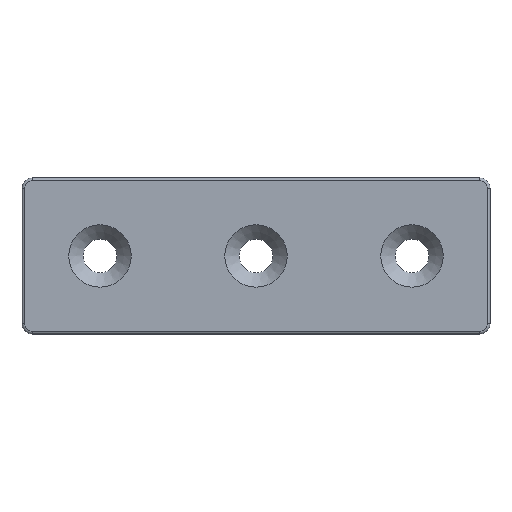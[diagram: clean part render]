
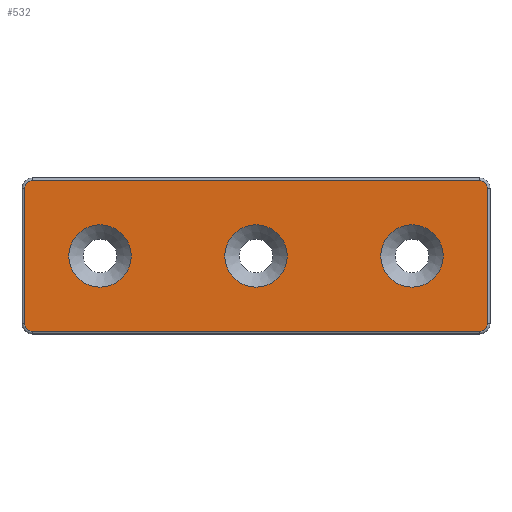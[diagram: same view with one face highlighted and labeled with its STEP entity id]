
A CAD part, top view. The second image highlights one B-rep face of the part: STEP entity #532.
In plain terms, the highlighted planar face has unit normal (0, 0, 1).
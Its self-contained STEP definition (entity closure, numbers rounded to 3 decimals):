
#21=FACE_BOUND('',#165,.T.);
#22=FACE_BOUND('',#166,.T.);
#23=FACE_BOUND('',#167,.T.);
#29=PLANE('',#619);
#45=LINE('',#913,#75);
#47=LINE('',#918,#77);
#48=LINE('',#933,#78);
#50=LINE('',#938,#80);
#75=VECTOR('',#736,10.);
#77=VECTOR('',#742,10.);
#78=VECTOR('',#761,10.);
#80=VECTOR('',#767,10.);
#129=FACE_OUTER_BOUND('',#164,.T.);
#164=EDGE_LOOP('',(#449,#450,#451,#452,#453,#454,#455,#456));
#165=EDGE_LOOP('',(#457,#458));
#166=EDGE_LOOP('',(#459,#460));
#167=EDGE_LOOP('',(#461,#462));
#197=CIRCLE('',#596,1.5);
#202=CIRCLE('',#604,1.5);
#205=CIRCLE('',#608,1.5);
#209=CIRCLE('',#615,1.5);
#210=CIRCLE('',#620,6.);
#211=CIRCLE('',#621,6.);
#212=CIRCLE('',#622,6.);
#213=CIRCLE('',#623,6.);
#214=CIRCLE('',#624,6.);
#215=CIRCLE('',#625,6.);
#246=VERTEX_POINT('',#904);
#247=VERTEX_POINT('',#906);
#249=VERTEX_POINT('',#911);
#250=VERTEX_POINT('',#916);
#252=VERTEX_POINT('',#921);
#253=VERTEX_POINT('',#926);
#255=VERTEX_POINT('',#931);
#256=VERTEX_POINT('',#936);
#257=VERTEX_POINT('',#949);
#258=VERTEX_POINT('',#950);
#259=VERTEX_POINT('',#953);
#260=VERTEX_POINT('',#954);
#261=VERTEX_POINT('',#957);
#262=VERTEX_POINT('',#958);
#306=EDGE_CURVE('',#246,#247,#197,.T.);
#309=EDGE_CURVE('',#249,#246,#45,.T.);
#312=EDGE_CURVE('',#247,#250,#47,.T.);
#314=EDGE_CURVE('',#252,#249,#202,.T.);
#317=EDGE_CURVE('',#250,#253,#205,.T.);
#319=EDGE_CURVE('',#255,#252,#48,.T.);
#322=EDGE_CURVE('',#253,#256,#50,.T.);
#324=EDGE_CURVE('',#256,#255,#209,.T.);
#328=EDGE_CURVE('',#257,#258,#210,.T.);
#329=EDGE_CURVE('',#258,#257,#211,.T.);
#330=EDGE_CURVE('',#259,#260,#212,.T.);
#331=EDGE_CURVE('',#260,#259,#213,.T.);
#332=EDGE_CURVE('',#261,#262,#214,.T.);
#333=EDGE_CURVE('',#262,#261,#215,.T.);
#449=ORIENTED_EDGE('',*,*,#306,.F.);
#450=ORIENTED_EDGE('',*,*,#309,.F.);
#451=ORIENTED_EDGE('',*,*,#314,.F.);
#452=ORIENTED_EDGE('',*,*,#319,.F.);
#453=ORIENTED_EDGE('',*,*,#324,.F.);
#454=ORIENTED_EDGE('',*,*,#322,.F.);
#455=ORIENTED_EDGE('',*,*,#317,.F.);
#456=ORIENTED_EDGE('',*,*,#312,.F.);
#457=ORIENTED_EDGE('',*,*,#328,.T.);
#458=ORIENTED_EDGE('',*,*,#329,.T.);
#459=ORIENTED_EDGE('',*,*,#330,.T.);
#460=ORIENTED_EDGE('',*,*,#331,.T.);
#461=ORIENTED_EDGE('',*,*,#332,.T.);
#462=ORIENTED_EDGE('',*,*,#333,.T.);
#532=ADVANCED_FACE('',(#129,#21,#22,#23),#29,.T.);
#596=AXIS2_PLACEMENT_3D('',#907,#728,#729);
#604=AXIS2_PLACEMENT_3D('',#923,#747,#748);
#608=AXIS2_PLACEMENT_3D('',#928,#755,#756);
#615=AXIS2_PLACEMENT_3D('',#941,#772,#773);
#619=AXIS2_PLACEMENT_3D('',#948,#783,#784);
#620=AXIS2_PLACEMENT_3D('',#951,#785,#786);
#621=AXIS2_PLACEMENT_3D('',#952,#787,#788);
#622=AXIS2_PLACEMENT_3D('',#955,#789,#790);
#623=AXIS2_PLACEMENT_3D('',#956,#791,#792);
#624=AXIS2_PLACEMENT_3D('',#959,#793,#794);
#625=AXIS2_PLACEMENT_3D('',#960,#795,#796);
#728=DIRECTION('center_axis',(0.,0.,-1.));
#729=DIRECTION('ref_axis',(-0.707,-0.707,0.));
#736=DIRECTION('',(-1.,0.,0.));
#742=DIRECTION('',(0.,1.,0.));
#747=DIRECTION('center_axis',(0.,0.,-1.));
#748=DIRECTION('ref_axis',(0.707,-0.707,0.));
#755=DIRECTION('center_axis',(0.,0.,-1.));
#756=DIRECTION('ref_axis',(-0.707,0.707,0.));
#761=DIRECTION('',(0.,-1.,0.));
#767=DIRECTION('',(1.,0.,0.));
#772=DIRECTION('center_axis',(0.,0.,-1.));
#773=DIRECTION('ref_axis',(0.707,0.707,0.));
#783=DIRECTION('center_axis',(0.,0.,1.));
#784=DIRECTION('ref_axis',(1.,0.,0.));
#785=DIRECTION('center_axis',(0.,0.,-1.));
#786=DIRECTION('ref_axis',(1.,0.,0.));
#787=DIRECTION('center_axis',(0.,0.,-1.));
#788=DIRECTION('ref_axis',(1.,0.,0.));
#789=DIRECTION('center_axis',(0.,0.,-1.));
#790=DIRECTION('ref_axis',(1.,0.,0.));
#791=DIRECTION('center_axis',(0.,0.,-1.));
#792=DIRECTION('ref_axis',(1.,0.,0.));
#793=DIRECTION('center_axis',(0.,0.,-1.));
#794=DIRECTION('ref_axis',(1.,0.,0.));
#795=DIRECTION('center_axis',(0.,0.,-1.));
#796=DIRECTION('ref_axis',(1.,0.,0.));
#904=CARTESIAN_POINT('',(-23.064,-18.183,3.));
#906=CARTESIAN_POINT('',(-24.564,-16.683,3.));
#907=CARTESIAN_POINT('Origin',(-23.064,-16.683,3.));
#911=CARTESIAN_POINT('',(62.936,-18.183,3.));
#913=CARTESIAN_POINT('',(42.436,-18.183,3.));
#916=CARTESIAN_POINT('',(-24.564,9.317,3.));
#918=CARTESIAN_POINT('',(-24.564,-11.183,3.));
#921=CARTESIAN_POINT('',(64.436,-16.683,3.));
#923=CARTESIAN_POINT('Origin',(62.936,-16.683,3.));
#926=CARTESIAN_POINT('',(-23.064,10.817,3.));
#928=CARTESIAN_POINT('Origin',(-23.064,9.317,3.));
#931=CARTESIAN_POINT('',(64.436,9.317,3.));
#933=CARTESIAN_POINT('',(64.436,3.817,3.));
#936=CARTESIAN_POINT('',(62.936,10.817,3.));
#938=CARTESIAN_POINT('',(-2.564,10.817,3.));
#941=CARTESIAN_POINT('Origin',(62.936,9.317,3.));
#948=CARTESIAN_POINT('Origin',(19.936,-3.683,3.));
#949=CARTESIAN_POINT('',(-4.064,-3.683,3.));
#950=CARTESIAN_POINT('',(-16.064,-3.683,3.));
#951=CARTESIAN_POINT('Origin',(-10.064,-3.683,3.));
#952=CARTESIAN_POINT('Origin',(-10.064,-3.683,3.));
#953=CARTESIAN_POINT('',(25.936,-3.683,3.));
#954=CARTESIAN_POINT('',(13.936,-3.683,3.));
#955=CARTESIAN_POINT('Origin',(19.936,-3.683,3.));
#956=CARTESIAN_POINT('Origin',(19.936,-3.683,3.));
#957=CARTESIAN_POINT('',(55.936,-3.683,3.));
#958=CARTESIAN_POINT('',(43.936,-3.683,3.));
#959=CARTESIAN_POINT('Origin',(49.936,-3.683,3.));
#960=CARTESIAN_POINT('Origin',(49.936,-3.683,3.));
